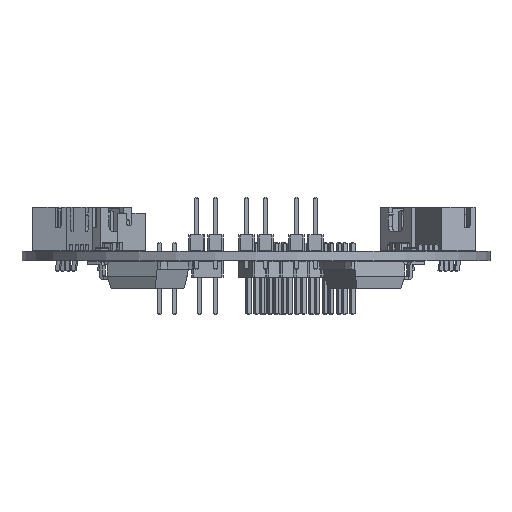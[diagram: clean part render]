
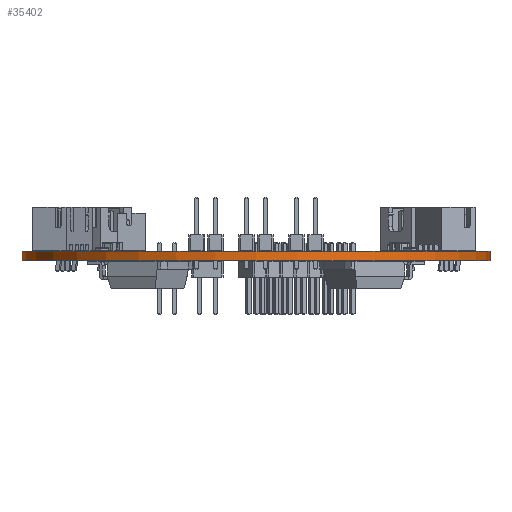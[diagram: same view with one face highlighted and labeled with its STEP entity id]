
A CAD part, front view. The second image highlights one B-rep face of the part: STEP entity #35402.
In plain terms, the highlighted cylindrical face has radius 37.5 mm (diameter 75 mm), a full revolution.
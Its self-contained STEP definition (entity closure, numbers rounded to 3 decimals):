
#35402 = ADVANCED_FACE('',(#35403),#35430,.T.);
#35403 = FACE_BOUND('',#35404,.F.);
#35404 = EDGE_LOOP('',(#35405,#35415,#35422,#35423));
#35405 = ORIENTED_EDGE('',*,*,#35406,.T.);
#35406 = EDGE_CURVE('',#35407,#35409,#35411,.T.);
#35407 = VERTEX_POINT('',#35408);
#35408 = CARTESIAN_POINT('',(112.5,-75.,0.));
#35409 = VERTEX_POINT('',#35410);
#35410 = CARTESIAN_POINT('',(112.5,-75.,1.6));
#35411 = LINE('',#35412,#35413);
#35412 = CARTESIAN_POINT('',(112.5,-75.,0.));
#35413 = VECTOR('',#35414,1.);
#35414 = DIRECTION('',(0.,0.,1.));
#35415 = ORIENTED_EDGE('',*,*,#35416,.T.);
#35416 = EDGE_CURVE('',#35409,#35409,#35417,.T.);
#35417 = CIRCLE('',#35418,37.5);
#35418 = AXIS2_PLACEMENT_3D('',#35419,#35420,#35421);
#35419 = CARTESIAN_POINT('',(75.,-75.,1.6));
#35420 = DIRECTION('',(0.,0.,1.));
#35421 = DIRECTION('',(1.,0.,-0.));
#35422 = ORIENTED_EDGE('',*,*,#35406,.F.);
#35423 = ORIENTED_EDGE('',*,*,#35424,.F.);
#35424 = EDGE_CURVE('',#35407,#35407,#35425,.T.);
#35425 = CIRCLE('',#35426,37.5);
#35426 = AXIS2_PLACEMENT_3D('',#35427,#35428,#35429);
#35427 = CARTESIAN_POINT('',(75.,-75.,0.));
#35428 = DIRECTION('',(0.,0.,1.));
#35429 = DIRECTION('',(1.,0.,-0.));
#35430 = CYLINDRICAL_SURFACE('',#35431,37.5);
#35431 = AXIS2_PLACEMENT_3D('',#35432,#35433,#35434);
#35432 = CARTESIAN_POINT('',(75.,-75.,0.));
#35433 = DIRECTION('',(-0.,-0.,-1.));
#35434 = DIRECTION('',(1.,0.,-0.));
